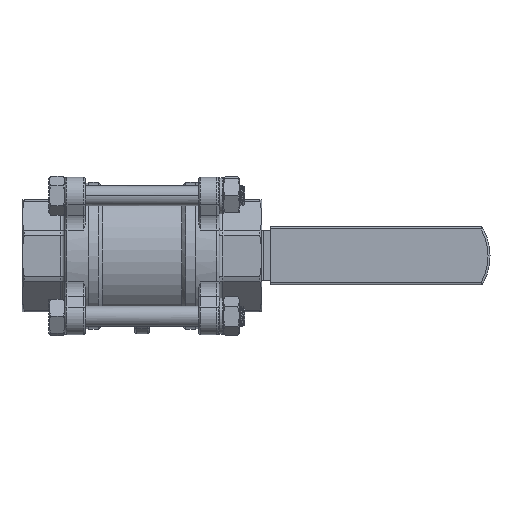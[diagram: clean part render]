
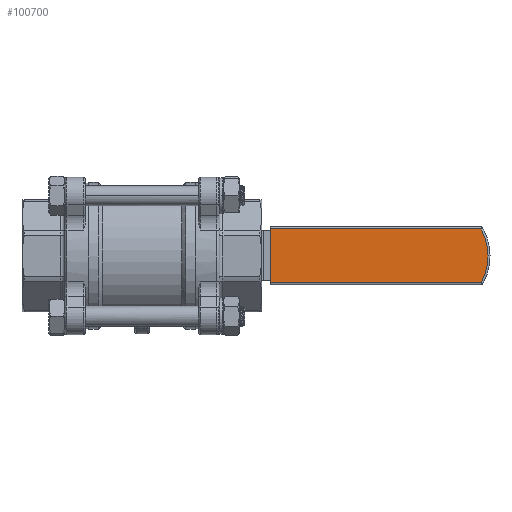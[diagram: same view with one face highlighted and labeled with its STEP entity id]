
A CAD part, front view. The second image highlights one B-rep face of the part: STEP entity #100700.
In plain terms, the highlighted planar face has unit normal (0, -1, 0).
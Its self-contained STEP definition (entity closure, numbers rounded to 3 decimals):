
#100563 = EDGE_CURVE ( 'NONE', #100739, #100580, #123201, .T. ) ;
#100580 = VERTEX_POINT ( 'NONE', #123191 ) ;
#100700 = ADVANCED_FACE ( 'NONE', ( #123410 ), #123392, .F. ) ;
#100703 = EDGE_LOOP ( 'NONE', ( #100705, #100827, #101072, #100825 ) ) ;
#100705 = ORIENTED_EDGE ( 'NONE', *, *, #100563, .F. ) ;
#100739 = VERTEX_POINT ( 'NONE', #123443 ) ;
#100824 = VERTEX_POINT ( 'NONE', #123571 ) ;
#100825 = ORIENTED_EDGE ( 'NONE', *, *, #100826, .T. ) ;
#100826 = EDGE_CURVE ( 'NONE', #100824, #100580, #123570, .T. ) ;
#100827 = ORIENTED_EDGE ( 'NONE', *, *, #100828, .T. ) ;
#100828 = EDGE_CURVE ( 'NONE', #100739, #101070, #123566, .T. ) ;
#101070 = VERTEX_POINT ( 'NONE', #123862 ) ;
#101072 = ORIENTED_EDGE ( 'NONE', *, *, #101073, .T. ) ;
#101073 = EDGE_CURVE ( 'NONE', #101070, #100824, #123861, .T. ) ;
#123191 = CARTESIAN_POINT ( 'NONE',  ( 64., 91.502, 13.5 ) ) ;
#123198 = DIRECTION ( 'NONE',  ( 0., 0., 1. ) ) ;
#123199 = VECTOR ( 'NONE', #123198, 1000. ) ;
#123200 = CARTESIAN_POINT ( 'NONE',  ( 64., 91.502, -14.5 ) ) ;
#123201 = LINE ( 'NONE', #123200, #123199 ) ;
#123392 = PLANE ( 'NONE',  #123448 ) ;
#123393 = CARTESIAN_POINT ( 'NONE',  ( 145., 91.502, 0. ) ) ;
#123410 = FACE_OUTER_BOUND ( 'NONE', #100703, .T. ) ;
#123443 = CARTESIAN_POINT ( 'NONE',  ( 64., 91.502, -13.5 ) ) ;
#123446 = DIRECTION ( 'NONE',  ( 0., 0., 1. ) ) ;
#123447 = DIRECTION ( 'NONE',  ( 0., 1., 0. ) ) ;
#123448 = AXIS2_PLACEMENT_3D ( 'NONE', #123393, #123447, #123446 ) ;
#123563 = DIRECTION ( 'NONE',  ( 1., 0., 0. ) ) ;
#123564 = VECTOR ( 'NONE', #123563, 1000. ) ;
#123565 = CARTESIAN_POINT ( 'NONE',  ( 145., 91.502, -13.5 ) ) ;
#123566 = LINE ( 'NONE', #123565, #123564 ) ;
#123567 = DIRECTION ( 'NONE',  ( -1., 0., 0. ) ) ;
#123568 = VECTOR ( 'NONE', #123567, 1000. ) ;
#123569 = CARTESIAN_POINT ( 'NONE',  ( 145., 91.502, 13.5 ) ) ;
#123570 = LINE ( 'NONE', #123569, #123568 ) ;
#123571 = CARTESIAN_POINT ( 'NONE',  ( 169.531, 91.502, 13.5 ) ) ;
#123857 = DIRECTION ( 'NONE',  ( 0., 0., 1. ) ) ;
#123858 = DIRECTION ( 'NONE',  ( 0., -1., 0. ) ) ;
#123859 = CARTESIAN_POINT ( 'NONE',  ( 145., 91.502, 0. ) ) ;
#123860 = AXIS2_PLACEMENT_3D ( 'NONE', #123859, #123858, #123857 ) ;
#123861 = CIRCLE ( 'NONE', #123860, 28. ) ;
#123862 = CARTESIAN_POINT ( 'NONE',  ( 169.531, 91.502, -13.5 ) ) ;
